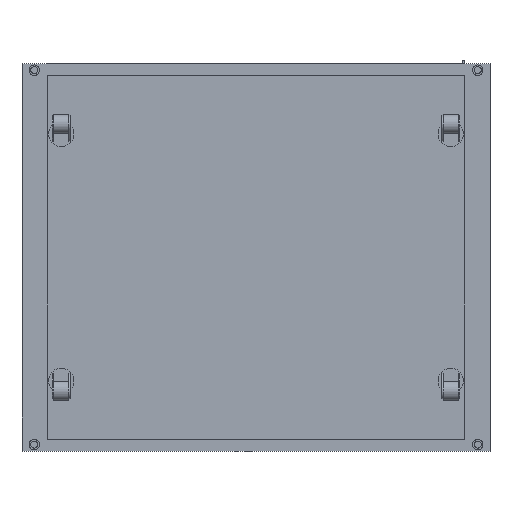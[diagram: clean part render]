
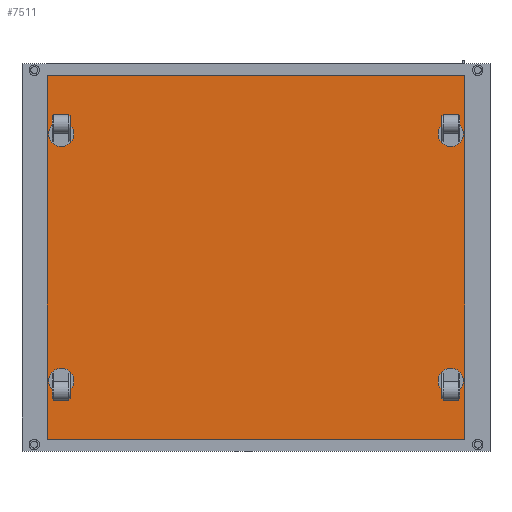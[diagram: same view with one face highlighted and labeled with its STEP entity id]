
A CAD part, front view. The second image highlights one B-rep face of the part: STEP entity #7511.
In plain terms, the highlighted planar face has unit normal (0, -1, 0).
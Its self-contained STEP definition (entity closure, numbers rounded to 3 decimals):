
#627=FACE_OUTER_BOUND('',#1089,.T.);
#1089=EDGE_LOOP('',(#6329,#6330,#6331,#6332));
#1957=LINE('',#11985,#2863);
#1961=LINE('',#11992,#2867);
#1964=LINE('',#11998,#2870);
#1966=LINE('',#12001,#2872);
#2863=VECTOR('',#9779,10.);
#2867=VECTOR('',#9785,10.);
#2870=VECTOR('',#9790,10.);
#2872=VECTOR('',#9794,10.);
#3557=VERTEX_POINT('',#11982);
#3558=VERTEX_POINT('',#11984);
#3560=VERTEX_POINT('',#11990);
#3562=VERTEX_POINT('',#11996);
#4503=EDGE_CURVE('',#3557,#3558,#1957,.T.);
#4507=EDGE_CURVE('',#3560,#3557,#1961,.T.);
#4510=EDGE_CURVE('',#3562,#3560,#1964,.T.);
#4512=EDGE_CURVE('',#3558,#3562,#1966,.T.);
#6329=ORIENTED_EDGE('',*,*,#4512,.F.);
#6330=ORIENTED_EDGE('',*,*,#4503,.F.);
#6331=ORIENTED_EDGE('',*,*,#4507,.F.);
#6332=ORIENTED_EDGE('',*,*,#4510,.F.);
#7087=PLANE('',#8097);
#7511=ADVANCED_FACE('',(#627),#7087,.F.);
#8097=AXIS2_PLACEMENT_3D('',#12002,#9795,#9796);
#9779=DIRECTION('',(0.,0.,-1.));
#9785=DIRECTION('',(1.,0.,0.));
#9790=DIRECTION('',(0.,0.,1.));
#9794=DIRECTION('',(-1.,0.,0.));
#9795=DIRECTION('center_axis',(0.,1.,0.));
#9796=DIRECTION('ref_axis',(0.,0.,1.));
#11982=CARTESIAN_POINT('',(356.5,-313.,311.));
#11984=CARTESIAN_POINT('',(356.5,-313.,-311.));
#11985=CARTESIAN_POINT('',(356.5,-313.,-311.));
#11990=CARTESIAN_POINT('',(-356.5,-313.,311.));
#11992=CARTESIAN_POINT('',(356.5,-313.,311.));
#11996=CARTESIAN_POINT('',(-356.5,-313.,-311.));
#11998=CARTESIAN_POINT('',(-356.5,-313.,311.));
#12001=CARTESIAN_POINT('',(-356.5,-313.,-311.));
#12002=CARTESIAN_POINT('Origin',(0.,-313.,0.));
